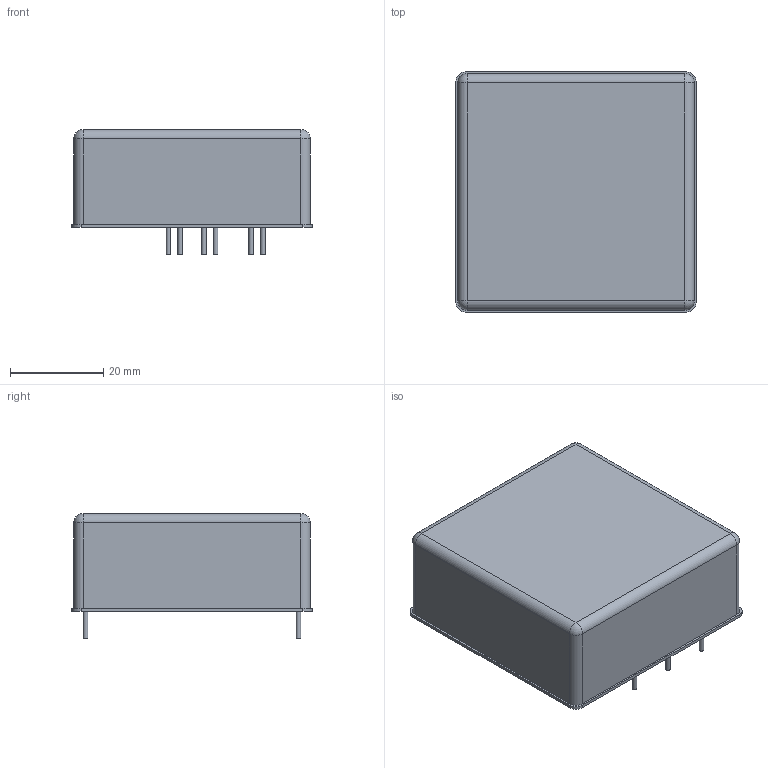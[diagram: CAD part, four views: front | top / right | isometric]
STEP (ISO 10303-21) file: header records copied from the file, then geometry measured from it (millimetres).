
FILE_DESCRIPTION(('FreeCAD Model'),'2;1');
FILE_NAME('Open CASCADE Shape Model','2022-06-22T13:55:06',('Author'),( ''),'Open CASCADE STEP processor 7.5','FreeCAD','Unknown');
FILE_SCHEMA(('AUTOMOTIVE_DESIGN { 1 0 10303 214 1 1 1 1 }'));
Length unit declared in the file: millimetre
Products named in the file (8): KAWS_xx24; pin 1; pin 3; pin 4; pin 6; pin 7; pin 8; case
Assembly tree (7 placements, depth 2):
  KAWS_xx24
    pin 1
    pin 3
    pin 4
    pin 6
    pin 7
    pin 8
    case
Bounding box: 51.6 x 51.6 x 26.8 mm (x, y, z)
Volume: 54032.8 mm3; surface area: 9460.9 mm2
Topology: 7 solids, 7 shells, 46 faces, 90 edges, 56 vertices
Faces by surface type: plane 24, cylinder 18, sphere 4
Full cylindrical faces by diameter (mm): 1 x6
Entity records: 2461 total; most frequent: CARTESIAN_POINT 416, DIRECTION 378, ORIENTED_EDGE 172, PCURVE 172, DEFINITIONAL_REPRESENTATION 172, LINE 162, VECTOR 162, AXIS2_PLACEMENT_3D 94
